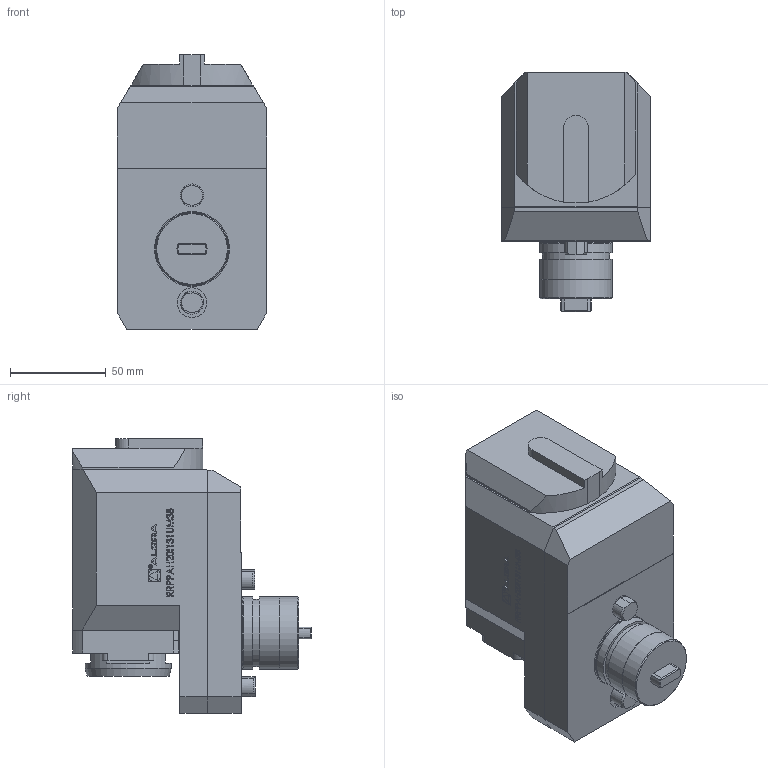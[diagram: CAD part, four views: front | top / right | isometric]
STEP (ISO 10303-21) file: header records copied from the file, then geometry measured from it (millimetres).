
FILE_DESCRIPTION (( 'STEP AP214' ), '1' );
FILE_NAME ('RRPPAH20I131UM38.STEP', '2025-09-25T09:23:59', ( '' ), ( '' ), 'SwSTEP 2.0', 'SolidWorks 2023', '' );
FILE_SCHEMA (( 'AUTOMOTIVE_DESIGN' ));
Length unit declared in the file: millimetre
Products named in the file (1): RRPPAH20I131UM38
Bounding box: 78 x 124.7 x 143.5 mm (x, y, z)
Volume: 792408 mm3; surface area: 59988.7 mm2
Topology: 1 solids, 1 shells, 476 faces, 1244 edges, 821 vertices
Faces by surface type: plane 317, bspline 94, cylinder 52, cone 11, torus 2
Full cylindrical faces by diameter (mm): 1.7 x1, 2.1 x1, 6.366 x1, 12 x1, 35 x1, 37.6 x1, 37.9 x1, 38 x2, 45 x1
Entity records: 23136 total; most frequent: CARTESIAN_POINT 8476, ORIENTED_EDGE 2442, DIRECTION 1913, EDGE_CURVE 1221, LINE 879, VECTOR 879, VERTEX_POINT 816, EDGE_LOOP 545
